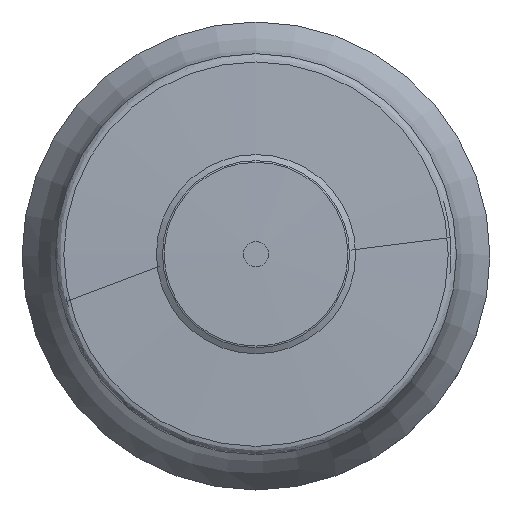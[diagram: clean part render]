
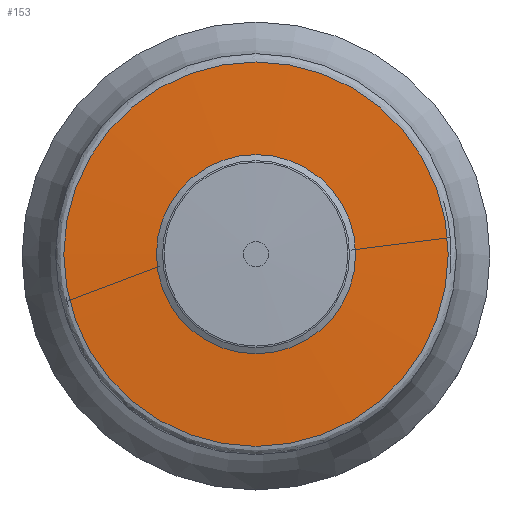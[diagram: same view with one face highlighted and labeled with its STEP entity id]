
A CAD part, top view. The second image highlights one B-rep face of the part: STEP entity #153.
In plain terms, the highlighted face is a revolution surface.
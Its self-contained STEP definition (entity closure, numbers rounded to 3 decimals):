
#90=SURFACE_OF_REVOLUTION('',#102,#96);
#96=AXIS1_PLACEMENT('',#604,#475);
#102=B_SPLINE_CURVE_WITH_KNOTS('',5,(#598,#599,#600,#601,#602,#603),
 .UNSPECIFIED.,.F.,.F.,(6,6),(0.,1.),.UNSPECIFIED.);
#114=FACE_BOUND('',#204,.T.);
#115=FACE_BOUND('',#205,.T.);
#153=ADVANCED_FACE('',(#114,#115),#90,.T.);
#204=EDGE_LOOP('',(#252));
#205=EDGE_LOOP('',(#253));
#252=ORIENTED_EDGE('',*,*,#353,.F.);
#253=ORIENTED_EDGE('',*,*,#352,.T.);
#320=VERTEX_POINT('',#594);
#321=VERTEX_POINT('',#597);
#352=EDGE_CURVE('',#320,#320,#388,.T.);
#353=EDGE_CURVE('',#321,#321,#389,.T.);
#388=CIRCLE('',#412,8.941);
#389=CIRCLE('',#414,17.251);
#412=AXIS2_PLACEMENT_3D('',#593,#469,#470);
#414=AXIS2_PLACEMENT_3D('',#596,#473,#474);
#469=DIRECTION('',(0.,0.,-1.));
#470=DIRECTION('',(-1.,0.,0.));
#473=DIRECTION('',(0.,0.,-1.));
#474=DIRECTION('',(-1.,0.,0.));
#475=DIRECTION('',(0.,0.,-1.));
#593=CARTESIAN_POINT('',(0.,0.,96.5));
#594=CARTESIAN_POINT('',(-8.941,0.,96.5));
#596=CARTESIAN_POINT('',(0.,0.,96.202));
#597=CARTESIAN_POINT('',(-17.251,0.,96.202));
#598=CARTESIAN_POINT('',(8.941,0.,96.5));
#599=CARTESIAN_POINT('',(10.603,0.,96.44));
#600=CARTESIAN_POINT('',(12.265,0.,96.38));
#601=CARTESIAN_POINT('',(13.927,0.,96.321));
#602=CARTESIAN_POINT('',(15.589,0.,96.261));
#603=CARTESIAN_POINT('',(17.251,0.,96.202));
#604=CARTESIAN_POINT('',(0.,0.,0.));
